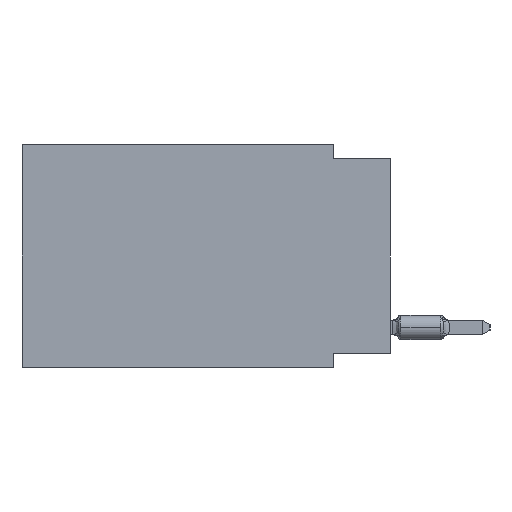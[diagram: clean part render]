
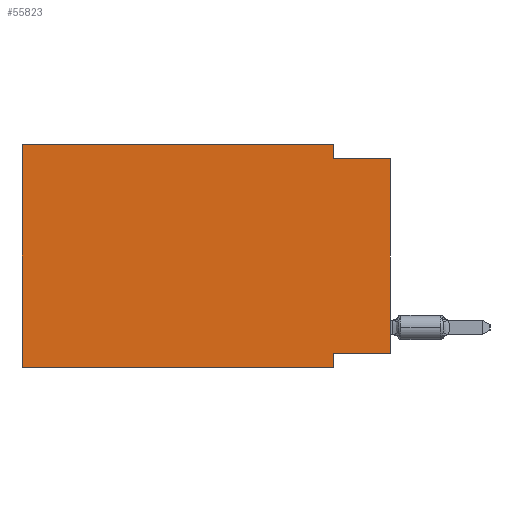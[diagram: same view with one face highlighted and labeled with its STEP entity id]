
A CAD part, left-side view. The second image highlights one B-rep face of the part: STEP entity #55823.
In plain terms, the highlighted planar face has unit normal (-1, 0, 0).
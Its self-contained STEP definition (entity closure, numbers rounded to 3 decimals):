
#1071 = CARTESIAN_POINT ( 'NONE',  ( 0., 16.383, -9.906 ) ) ;
#2841 = EDGE_CURVE ( 'NONE', #59616, #13842, #66756, .T. ) ;
#3771 = VECTOR ( 'NONE', #36825, 1000. ) ;
#7115 = DIRECTION ( 'NONE',  ( 0., 1., 0. ) ) ;
#11431 = ORIENTED_EDGE ( 'NONE', *, *, #34751, .F. ) ;
#13101 = EDGE_CURVE ( 'NONE', #59616, #32203, #43822, .T. ) ;
#13842 = VERTEX_POINT ( 'NONE', #57855 ) ;
#14876 = CARTESIAN_POINT ( 'NONE',  ( 0., 2.54, -9.271 ) ) ;
#15648 = EDGE_CURVE ( 'NONE', #64865, #73627, #25660, .T. ) ;
#17861 = VECTOR ( 'NONE', #42874, 1000. ) ;
#18414 = DIRECTION ( 'NONE',  ( 0., -1., 0. ) ) ;
#18630 = LINE ( 'NONE', #23802, #17861 ) ;
#19174 = VECTOR ( 'NONE', #7115, 1000. ) ;
#23802 = CARTESIAN_POINT ( 'NONE',  ( 0., 2.54, -9.906 ) ) ;
#24524 = EDGE_LOOP ( 'NONE', ( #60456, #61715, #52201, #56750, #38433, #53276, #47803, #11431 ) ) ;
#24761 = PLANE ( 'NONE',  #63804 ) ;
#25268 = CARTESIAN_POINT ( 'NONE',  ( 0., 2.54, 0. ) ) ;
#25660 = LINE ( 'NONE', #25268, #3771 ) ;
#26287 = VERTEX_POINT ( 'NONE', #29839 ) ;
#28486 = CARTESIAN_POINT ( 'NONE',  ( 0., 2.54, 0. ) ) ;
#29556 = FACE_OUTER_BOUND ( 'NONE', #24524, .T. ) ;
#29839 = CARTESIAN_POINT ( 'NONE',  ( 0., 0., -9.271 ) ) ;
#30325 = VECTOR ( 'NONE', #68721, 1000. ) ;
#30727 = DIRECTION ( 'NONE',  ( 0., 0., -1. ) ) ;
#30909 = CARTESIAN_POINT ( 'NONE',  ( 0., 0., 0. ) ) ;
#32203 = VERTEX_POINT ( 'NONE', #57145 ) ;
#34751 = EDGE_CURVE ( 'NONE', #26287, #45300, #67473, .T. ) ;
#36825 = DIRECTION ( 'NONE',  ( 0., 0., -1. ) ) ;
#37123 = VECTOR ( 'NONE', #37759, 1000. ) ;
#37759 = DIRECTION ( 'NONE',  ( 0., 0., 1. ) ) ;
#38433 = ORIENTED_EDGE ( 'NONE', *, *, #2841, .F. ) ;
#38931 = LINE ( 'NONE', #44506, #30325 ) ;
#39289 = DIRECTION ( 'NONE',  ( 0., -1., 0. ) ) ;
#39466 = CARTESIAN_POINT ( 'NONE',  ( 0., 0., -0.635 ) ) ;
#40475 = VECTOR ( 'NONE', #39289, 1000. ) ;
#42874 = DIRECTION ( 'NONE',  ( 0., 0., -1. ) ) ;
#43822 = LINE ( 'NONE', #68032, #63167 ) ;
#44506 = CARTESIAN_POINT ( 'NONE',  ( 0., 16.383, 0. ) ) ;
#45300 = VERTEX_POINT ( 'NONE', #14876 ) ;
#45834 = CARTESIAN_POINT ( 'NONE',  ( 0., 2.54, -0.635 ) ) ;
#47803 = ORIENTED_EDGE ( 'NONE', *, *, #64689, .F. ) ;
#48212 = DIRECTION ( 'NONE',  ( 1., 0., 0. ) ) ;
#48787 = DIRECTION ( 'NONE',  ( 0., 0., 1. ) ) ;
#50401 = LINE ( 'NONE', #74648, #40475 ) ;
#50925 = EDGE_CURVE ( 'NONE', #13842, #64865, #38931, .T. ) ;
#52201 = ORIENTED_EDGE ( 'NONE', *, *, #15648, .F. ) ;
#53276 = ORIENTED_EDGE ( 'NONE', *, *, #13101, .T. ) ;
#54776 = LINE ( 'NONE', #30909, #58651 ) ;
#55039 = EDGE_CURVE ( 'NONE', #26287, #72408, #54776, .T. ) ;
#55823 = ADVANCED_FACE ( 'NONE', ( #29556 ), #24761, .F. ) ;
#55952 = CARTESIAN_POINT ( 'NONE',  ( 0., 0., -9.271 ) ) ;
#56750 = ORIENTED_EDGE ( 'NONE', *, *, #50925, .F. ) ;
#57145 = CARTESIAN_POINT ( 'NONE',  ( 0., 2.54, -9.906 ) ) ;
#57855 = CARTESIAN_POINT ( 'NONE',  ( 0., 16.383, 0. ) ) ;
#58651 = VECTOR ( 'NONE', #48787, 1000. ) ;
#59616 = VERTEX_POINT ( 'NONE', #1071 ) ;
#60456 = ORIENTED_EDGE ( 'NONE', *, *, #55039, .T. ) ;
#61715 = ORIENTED_EDGE ( 'NONE', *, *, #74304, .F. ) ;
#63167 = VECTOR ( 'NONE', #18414, 1000. ) ;
#63804 = AXIS2_PLACEMENT_3D ( 'NONE', #66095, #48212, #30727 ) ;
#64689 = EDGE_CURVE ( 'NONE', #45300, #32203, #18630, .T. ) ;
#64865 = VERTEX_POINT ( 'NONE', #28486 ) ;
#66095 = CARTESIAN_POINT ( 'NONE',  ( 0., 16.383, 0. ) ) ;
#66756 = LINE ( 'NONE', #73095, #37123 ) ;
#67473 = LINE ( 'NONE', #55952, #19174 ) ;
#68032 = CARTESIAN_POINT ( 'NONE',  ( 0., 16.383, -9.906 ) ) ;
#68721 = DIRECTION ( 'NONE',  ( 0., -1., 0. ) ) ;
#72408 = VERTEX_POINT ( 'NONE', #39466 ) ;
#73095 = CARTESIAN_POINT ( 'NONE',  ( 0., 16.383, 0. ) ) ;
#73627 = VERTEX_POINT ( 'NONE', #45834 ) ;
#74304 = EDGE_CURVE ( 'NONE', #73627, #72408, #50401, .T. ) ;
#74648 = CARTESIAN_POINT ( 'NONE',  ( 0., 0., -0.635 ) ) ;
